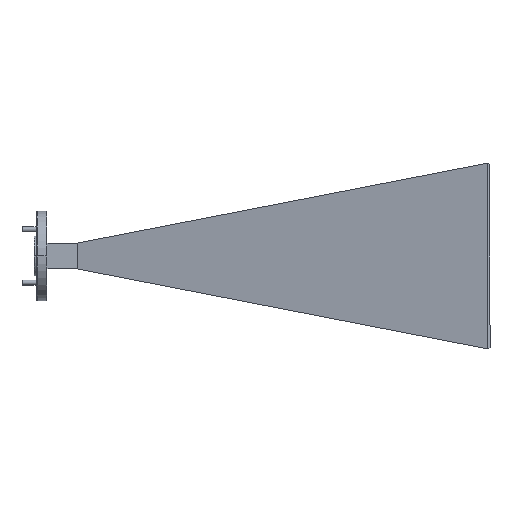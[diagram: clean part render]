
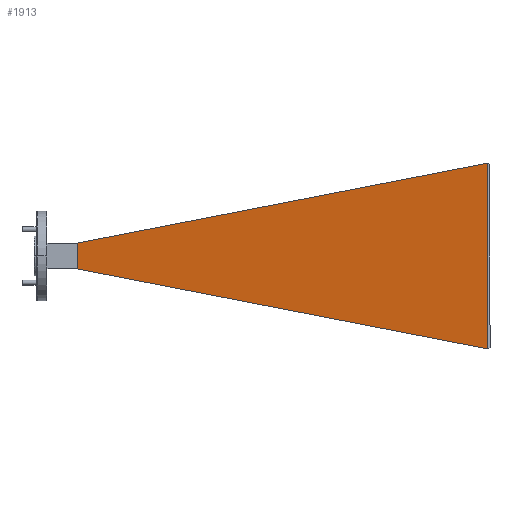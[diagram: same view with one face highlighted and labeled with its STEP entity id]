
A CAD part, front view. The second image highlights one B-rep face of the part: STEP entity #1913.
In plain terms, the highlighted planar face has unit normal (-0.16, -0.987, 0).
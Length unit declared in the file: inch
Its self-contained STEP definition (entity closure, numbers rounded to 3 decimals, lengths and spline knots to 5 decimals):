
#142 = LINE ( 'NONE', #215, #1582 ) ;
#186 = VERTEX_POINT ( 'NONE', #211 ) ;
#211 = CARTESIAN_POINT ( 'NONE',  ( -0.55104, 2.76159, 4.43802 ) ) ;
#215 = CARTESIAN_POINT ( 'NONE',  ( -0.55104, 2.76159, 4.76202 ) ) ;
#323 = VECTOR ( 'NONE', #1214, 39.37008 ) ;
#362 = CARTESIAN_POINT ( 'NONE',  ( -0.55104, 2.76159, 4.76202 ) ) ;
#470 = AXIS2_PLACEMENT_3D ( 'NONE', #1622, #1815, #688 ) ;
#653 = EDGE_CURVE ( 'NONE', #186, #703, #1235, .T. ) ;
#688 = DIRECTION ( 'NONE',  ( -0.987, 0.16, 0. ) ) ;
#703 = VERTEX_POINT ( 'NONE', #362 ) ;
#819 = LINE ( 'NONE', #1019, #323 ) ;
#854 = ORIENTED_EDGE ( 'NONE', *, *, #1755, .F. ) ;
#856 = VERTEX_POINT ( 'NONE', #1467 ) ;
#870 = ORIENTED_EDGE ( 'NONE', *, *, #1043, .F. ) ;
#918 = CARTESIAN_POINT ( 'NONE',  ( -0.55104, 2.76159, 4.60002 ) ) ;
#965 = CARTESIAN_POINT ( 'NONE',  ( 4.57935, 1.93088, 4.60002 ) ) ;
#1019 = CARTESIAN_POINT ( 'NONE',  ( 4.57935, 1.93088, 3.43879 ) ) ;
#1043 = EDGE_CURVE ( 'NONE', #703, #2385, #142, .T. ) ;
#1056 = PLANE ( 'NONE',  #470 ) ;
#1214 = DIRECTION ( 'NONE',  ( -0.969, 0.157, 0.189 ) ) ;
#1235 = LINE ( 'NONE', #918, #1853 ) ;
#1467 = CARTESIAN_POINT ( 'NONE',  ( 4.57935, 1.93088, 3.43879 ) ) ;
#1476 = FACE_OUTER_BOUND ( 'NONE', #2363, .T. ) ;
#1510 = DIRECTION ( 'NONE',  ( 0.969, -0.157, 0.189 ) ) ;
#1582 = VECTOR ( 'NONE', #1510, 39.37008 ) ;
#1622 = CARTESIAN_POINT ( 'NONE',  ( 0.96863, 2.51553, 4.60002 ) ) ;
#1657 = VECTOR ( 'NONE', #1753, 39.37008 ) ;
#1753 = DIRECTION ( 'NONE',  ( 0., 0., -1. ) ) ;
#1755 = EDGE_CURVE ( 'NONE', #856, #186, #819, .T. ) ;
#1815 = DIRECTION ( 'NONE',  ( 0.16, 0.987, 0. ) ) ;
#1853 = VECTOR ( 'NONE', #2427, 39.37008 ) ;
#1866 = LINE ( 'NONE', #965, #1657 ) ;
#1913 = ADVANCED_FACE ( 'NONE', ( #1476 ), #1056, .F. ) ;
#2153 = ORIENTED_EDGE ( 'NONE', *, *, #2170, .F. ) ;
#2170 = EDGE_CURVE ( 'NONE', #2385, #856, #1866, .T. ) ;
#2299 = ORIENTED_EDGE ( 'NONE', *, *, #653, .F. ) ;
#2332 = CARTESIAN_POINT ( 'NONE',  ( 4.57935, 1.93088, 5.76125 ) ) ;
#2363 = EDGE_LOOP ( 'NONE', ( #870, #2299, #854, #2153 ) ) ;
#2385 = VERTEX_POINT ( 'NONE', #2332 ) ;
#2427 = DIRECTION ( 'NONE',  ( 0., 0., 1. ) ) ;
